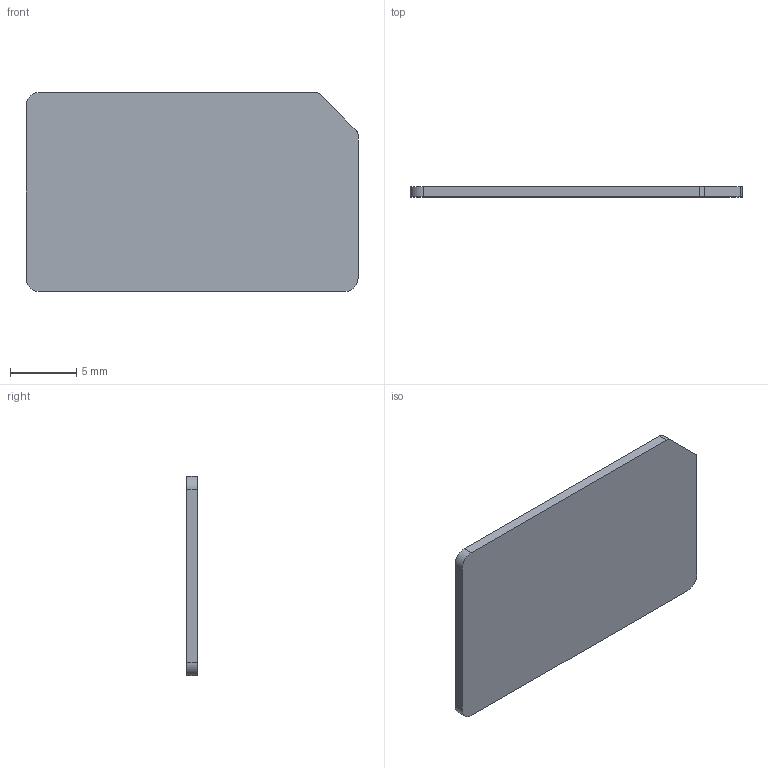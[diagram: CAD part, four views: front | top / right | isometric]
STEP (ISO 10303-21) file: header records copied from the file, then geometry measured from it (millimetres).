
FILE_DESCRIPTION(('FreeCAD Model'),'2;1');
FILE_NAME('Open CASCADE Shape Model','2023-03-07T13:50:01',(''),(''), 'Open CASCADE STEP processor 7.6','FreeCAD','Unknown');
FILE_SCHEMA(('AUTOMOTIVE_DESIGN { 1 0 10303 214 1 1 1 1 }'));
Length unit declared in the file: millimetre
Products named in the file (1): Mini SIM 2FF
Bounding box: 25 x 0.76 x 15 mm (x, y, z)
Volume: 280.9 mm3; surface area: 799.9 mm2
Topology: 1 solids, 1 shells, 80 faces, 207 edges, 138 vertices
Faces by surface type: plane 67, cylinder 13
Entity records: 3003 total; most frequent: CARTESIAN_POINT 426, ORIENTED_EDGE 414, DIRECTION 395, EDGE_CURVE 207, LINE 181, VECTOR 181, VERTEX_POINT 138, AXIS2_PLACEMENT_3D 107
